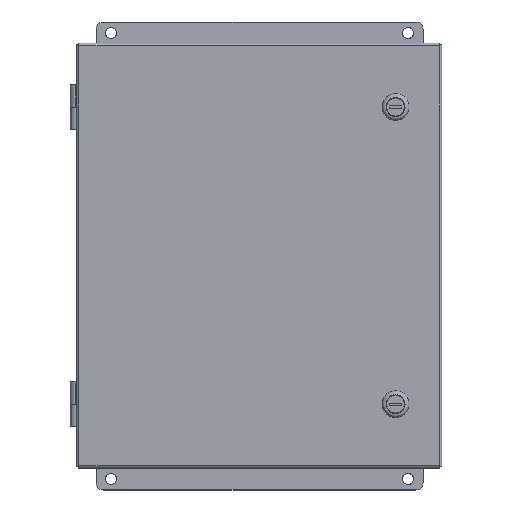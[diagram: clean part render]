
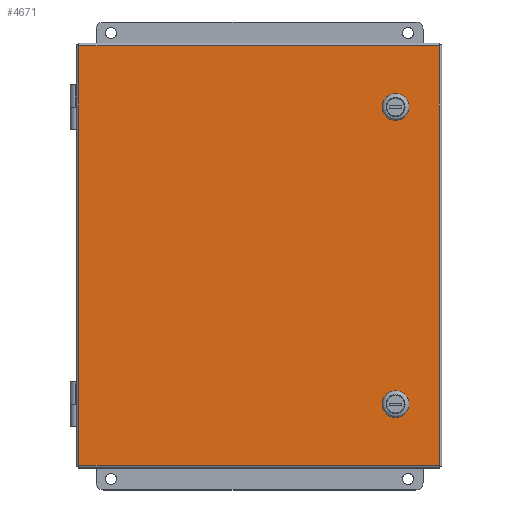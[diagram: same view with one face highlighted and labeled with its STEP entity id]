
A CAD part, top view. The second image highlights one B-rep face of the part: STEP entity #4671.
In plain terms, the highlighted face is planar.
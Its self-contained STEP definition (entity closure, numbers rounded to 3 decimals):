
#4671 = ADVANCED_FACE( '', ( #9337, #9338, #9339 ), #9340, .T. );
#9337 = FACE_BOUND( '', #41220, .T. );
#9338 = FACE_BOUND( '', #41221, .T. );
#9339 = FACE_OUTER_BOUND( '', #41222, .T. );
#9340 = PLANE( '', #41223 );
#41220 = EDGE_LOOP( '', ( #55369, #55370, #55371, #55372 ) );
#41221 = EDGE_LOOP( '', ( #55373, #55374, #55375, #55376 ) );
#41222 = EDGE_LOOP( '', ( #55377, #55378, #55379, #55380 ) );
#41223 = AXIS2_PLACEMENT_3D( '', #55381, #55382, #55383 );
#55369 = ORIENTED_EDGE( '', *, *, #60080, .F. );
#55370 = ORIENTED_EDGE( '', *, *, #58952, .F. );
#55371 = ORIENTED_EDGE( '', *, *, #59998, .F. );
#55372 = ORIENTED_EDGE( '', *, *, #59847, .F. );
#55373 = ORIENTED_EDGE( '', *, *, #55992, .F. );
#55374 = ORIENTED_EDGE( '', *, *, #58193, .F. );
#55375 = ORIENTED_EDGE( '', *, *, #60155, .F. );
#55376 = ORIENTED_EDGE( '', *, *, #57445, .F. );
#55377 = ORIENTED_EDGE( '', *, *, #60271, .T. );
#55378 = ORIENTED_EDGE( '', *, *, #59721, .F. );
#55379 = ORIENTED_EDGE( '', *, *, #56037, .T. );
#55380 = ORIENTED_EDGE( '', *, *, #59804, .T. );
#55381 = CARTESIAN_POINT( '', ( -156.21, 0., -181.61 ) );
#55382 = DIRECTION( '', ( 0., -1., 0. ) );
#55383 = DIRECTION( '', ( 0., 0., -1. ) );
#55992 = EDGE_CURVE( '', #60583, #60585, #60586, .T. );
#56037 = EDGE_CURVE( '', #60657, #60665, #60667, .T. );
#57445 = EDGE_CURVE( '', #60585, #63067, #63068, .T. );
#58193 = EDGE_CURVE( '', #64235, #60583, #64237, .T. );
#58952 = EDGE_CURVE( '', #65288, #65290, #65291, .T. );
#59721 = EDGE_CURVE( '', #60657, #65130, #66267, .T. );
#59804 = EDGE_CURVE( '', #60665, #60502, #66360, .T. );
#59847 = EDGE_CURVE( '', #66411, #66413, #66414, .T. );
#59998 = EDGE_CURVE( '', #66413, #65288, #66581, .T. );
#60080 = EDGE_CURVE( '', #65290, #66411, #66669, .T. );
#60155 = EDGE_CURVE( '', #63067, #64235, #66750, .T. );
#60271 = EDGE_CURVE( '', #60502, #65130, #66871, .T. );
#60502 = VERTEX_POINT( '', #67296 );
#60583 = VERTEX_POINT( '', #67494 );
#60585 = VERTEX_POINT( '', #67497 );
#60586 = CIRCLE( '', #67498, 9.716 );
#60657 = VERTEX_POINT( '', #67731 );
#60665 = VERTEX_POINT( '', #67740 );
#60667 = LINE( '', #67742, #67743 );
#63067 = VERTEX_POINT( '', #74399 );
#63068 = LINE( '', #74400, #74401 );
#64235 = VERTEX_POINT( '', #77593 );
#64237 = LINE( '', #77596, #77597 );
#65130 = VERTEX_POINT( '', #79895 );
#65288 = VERTEX_POINT( '', #80255 );
#65290 = VERTEX_POINT( '', #80258 );
#65291 = LINE( '', #80259, #80260 );
#66267 = LINE( '', #82878, #82879 );
#66360 = LINE( '', #83040, #83041 );
#66411 = VERTEX_POINT( '', #83141 );
#66413 = VERTEX_POINT( '', #83144 );
#66414 = LINE( '', #83145, #83146 );
#66581 = CIRCLE( '', #83571, 9.716 );
#66669 = CIRCLE( '', #83744, 9.716 );
#66750 = CIRCLE( '', #83896, 9.716 );
#66871 = LINE( '', #84093, #84094 );
#67296 = CARTESIAN_POINT( '', ( 153.873, 0., -179.273 ) );
#67494 = CARTESIAN_POINT( '', ( 124.841, 0., -121.678 ) );
#67497 = CARTESIAN_POINT( '', ( 108.585, 0., -121.678 ) );
#67498 = AXIS2_PLACEMENT_3D( '', #84410, #84411, #84412 );
#67731 = CARTESIAN_POINT( '', ( -153.873, 0., 179.273 ) );
#67740 = CARTESIAN_POINT( '', ( -153.873, 0., -179.273 ) );
#67742 = CARTESIAN_POINT( '', ( -153.873, 0., -181.61 ) );
#67743 = VECTOR( '', #84460, 1000. );
#74399 = CARTESIAN_POINT( '', ( 108.585, 0., -132.322 ) );
#74400 = CARTESIAN_POINT( '', ( 108.585, 0., -121.678 ) );
#74401 = VECTOR( '', #85399, 1000. );
#77593 = CARTESIAN_POINT( '', ( 124.841, 0., -132.322 ) );
#77596 = CARTESIAN_POINT( '', ( 124.841, 0., -121.678 ) );
#77597 = VECTOR( '', #85921, 1000. );
#79895 = CARTESIAN_POINT( '', ( 153.873, 0., 179.273 ) );
#80255 = CARTESIAN_POINT( '', ( 124.841, 0., 121.678 ) );
#80258 = CARTESIAN_POINT( '', ( 124.841, 0., 132.322 ) );
#80259 = CARTESIAN_POINT( '', ( 124.841, 0., 132.322 ) );
#80260 = VECTOR( '', #86443, 1000. );
#82878 = CARTESIAN_POINT( '', ( -153.873, 0., 179.273 ) );
#82879 = VECTOR( '', #86908, 1000. );
#83040 = CARTESIAN_POINT( '', ( 156.21, 0., -179.273 ) );
#83041 = VECTOR( '', #86958, 1000. );
#83141 = CARTESIAN_POINT( '', ( 108.585, 0., 132.322 ) );
#83144 = CARTESIAN_POINT( '', ( 108.585, 0., 121.678 ) );
#83145 = CARTESIAN_POINT( '', ( 108.585, 0., 132.322 ) );
#83146 = VECTOR( '', #86984, 1000. );
#83571 = AXIS2_PLACEMENT_3D( '', #87038, #87039, #87040 );
#83744 = AXIS2_PLACEMENT_3D( '', #87070, #87071, #87072 );
#83896 = AXIS2_PLACEMENT_3D( '', #87089, #87090, #87091 );
#84093 = CARTESIAN_POINT( '', ( 153.873, 0., 179.273 ) );
#84094 = VECTOR( '', #87125, 1000. );
#84410 = CARTESIAN_POINT( '', ( 116.713, 0., -127. ) );
#84411 = DIRECTION( '', ( 0., -1., 0. ) );
#84412 = DIRECTION( '', ( 1., 0., 0. ) );
#84460 = DIRECTION( '', ( 0., 0., -1. ) );
#85399 = DIRECTION( '', ( 0., 0., -1. ) );
#85921 = DIRECTION( '', ( 0., 0., 1. ) );
#86443 = DIRECTION( '', ( 0., 0., 1. ) );
#86908 = DIRECTION( '', ( 1., 0., 0. ) );
#86958 = DIRECTION( '', ( 1., 0., 0. ) );
#86984 = DIRECTION( '', ( 0., 0., -1. ) );
#87038 = CARTESIAN_POINT( '', ( 116.713, 0., 127. ) );
#87039 = DIRECTION( '', ( 0., -1., 0. ) );
#87040 = DIRECTION( '', ( 1., 0., 0. ) );
#87070 = CARTESIAN_POINT( '', ( 116.713, 0., 127. ) );
#87071 = DIRECTION( '', ( 0., -1., 0. ) );
#87072 = DIRECTION( '', ( 1., 0., 0. ) );
#87089 = CARTESIAN_POINT( '', ( 116.713, 0., -127. ) );
#87090 = DIRECTION( '', ( 0., -1., 0. ) );
#87091 = DIRECTION( '', ( 1., 0., 0. ) );
#87125 = DIRECTION( '', ( 0., 0., 1. ) );
